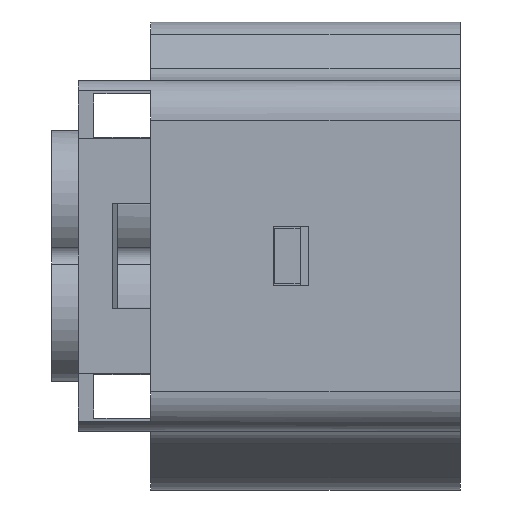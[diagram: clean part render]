
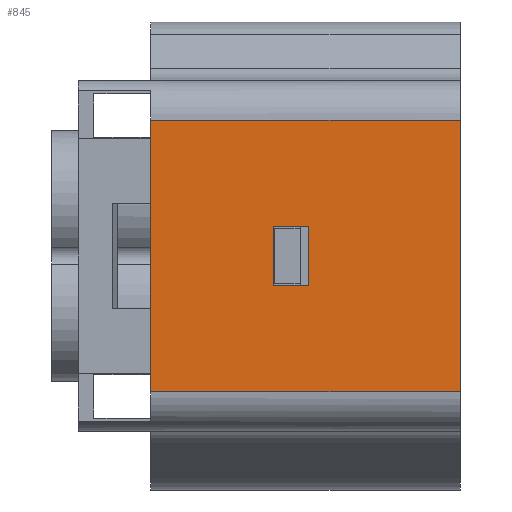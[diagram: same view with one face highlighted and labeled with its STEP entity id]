
A CAD part, left-side view. The second image highlights one B-rep face of the part: STEP entity #845.
In plain terms, the highlighted planar face has unit normal (-1, 0, 0).
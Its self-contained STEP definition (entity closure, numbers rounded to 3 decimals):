
#845=ADVANCED_FACE('',(#1848,#1849),#1314,.F.);
#1314=PLANE('',#11018);
#1848=FACE_BOUND('',#2069,.T.);
#1849=FACE_BOUND('',#2070,.T.);
#2069=EDGE_LOOP('',(#3478,#3479,#3480,#3481));
#2070=EDGE_LOOP('',(#3482,#3483,#3484,#3485));
#3478=ORIENTED_EDGE('',*,*,#7284,.T.);
#3479=ORIENTED_EDGE('',*,*,#7285,.T.);
#3480=ORIENTED_EDGE('',*,*,#7040,.T.);
#3481=ORIENTED_EDGE('',*,*,#7286,.T.);
#3482=ORIENTED_EDGE('',*,*,#7230,.T.);
#3483=ORIENTED_EDGE('',*,*,#6573,.T.);
#3484=ORIENTED_EDGE('',*,*,#7236,.T.);
#3485=ORIENTED_EDGE('',*,*,#7287,.T.);
#5560=VERTEX_POINT('',#14374);
#5561=VERTEX_POINT('',#14376);
#5924=VERTEX_POINT('',#15307);
#5925=VERTEX_POINT('',#15308);
#6048=VERTEX_POINT('',#15682);
#6052=VERTEX_POINT('',#15692);
#6077=VERTEX_POINT('',#15786);
#6078=VERTEX_POINT('',#15787);
#6573=EDGE_CURVE('',#5561,#5560,#8117,.T.);
#7040=EDGE_CURVE('',#5924,#5925,#8498,.T.);
#7230=EDGE_CURVE('',#6048,#5561,#8640,.T.);
#7236=EDGE_CURVE('',#5560,#6052,#8643,.T.);
#7284=EDGE_CURVE('',#6077,#6078,#8675,.T.);
#7285=EDGE_CURVE('',#6078,#5924,#8676,.T.);
#7286=EDGE_CURVE('',#5925,#6077,#8677,.T.);
#7287=EDGE_CURVE('',#6052,#6048,#8678,.T.);
#8117=LINE('',#14375,#9407);
#8498=LINE('',#15306,#9788);
#8640=LINE('',#15681,#9930);
#8643=LINE('',#15693,#9933);
#8675=LINE('',#15785,#9965);
#8676=LINE('',#15788,#9966);
#8677=LINE('',#15789,#9967);
#8678=LINE('',#15790,#9968);
#9407=VECTOR('',#11497,1.);
#9788=VECTOR('',#12252,1.);
#9930=VECTOR('',#12612,1.);
#9933=VECTOR('',#12623,1.);
#9965=VECTOR('',#12727,1.);
#9966=VECTOR('',#12728,1.);
#9967=VECTOR('',#12729,1.);
#9968=VECTOR('',#12730,1.);
#11018=AXIS2_PLACEMENT_3D('',#15791,#12731,#12732);
#11497=DIRECTION('',(0.,0.,-1.));
#12252=DIRECTION('',(0.,1.,0.));
#12612=DIRECTION('',(0.,1.,0.));
#12623=DIRECTION('',(0.,-1.,0.));
#12727=DIRECTION('',(0.,-1.,0.));
#12728=DIRECTION('',(0.,0.,-1.));
#12729=DIRECTION('',(0.,0.,1.));
#12730=DIRECTION('',(0.,0.,1.));
#12731=DIRECTION('',(1.,0.,0.));
#12732=DIRECTION('',(0.,0.,-1.));
#14374=CARTESIAN_POINT('',(-45.25,23.5,-10.3));
#14375=CARTESIAN_POINT('',(-45.25,23.5,13.3));
#14376=CARTESIAN_POINT('',(-45.25,23.5,10.3));
#15306=CARTESIAN_POINT('',(-45.25,11.55,-2.25));
#15307=CARTESIAN_POINT('',(-45.25,11.55,-2.25));
#15308=CARTESIAN_POINT('',(-45.25,14.15,-2.25));
#15681=CARTESIAN_POINT('',(-45.25,23.5,10.3));
#15682=CARTESIAN_POINT('',(-45.25,0.,10.3));
#15692=CARTESIAN_POINT('',(-45.25,0.,-10.3));
#15693=CARTESIAN_POINT('',(-45.25,23.5,-10.3));
#15785=CARTESIAN_POINT('',(-45.25,14.15,2.25));
#15786=CARTESIAN_POINT('',(-45.25,14.15,2.25));
#15787=CARTESIAN_POINT('',(-45.25,11.55,2.25));
#15788=CARTESIAN_POINT('',(-45.25,11.55,2.25));
#15789=CARTESIAN_POINT('',(-45.25,14.15,-2.25));
#15790=CARTESIAN_POINT('',(-45.25,0.,-13.3));
#15791=CARTESIAN_POINT('',(-45.25,23.5,-13.3));
